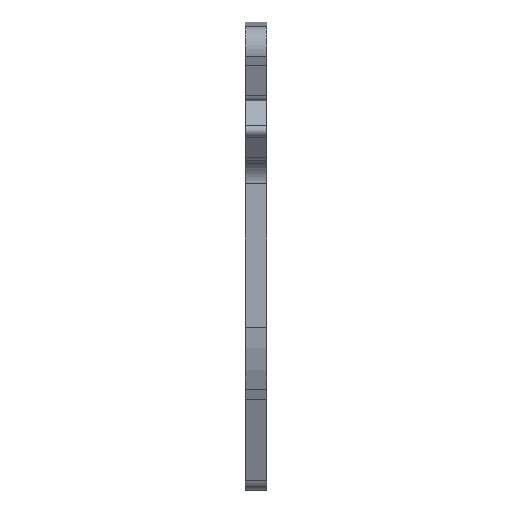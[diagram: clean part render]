
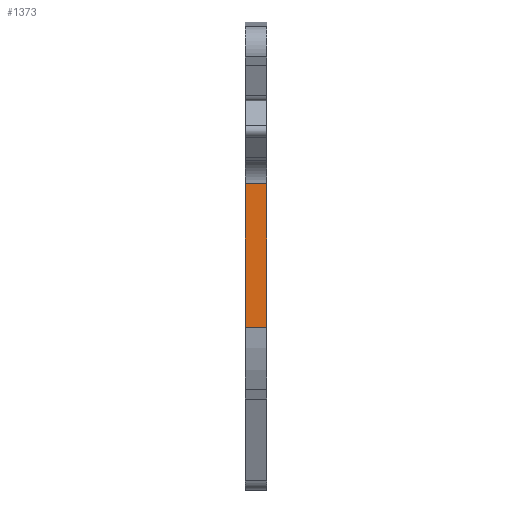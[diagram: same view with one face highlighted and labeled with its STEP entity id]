
A CAD part, top view. The second image highlights one B-rep face of the part: STEP entity #1373.
In plain terms, the highlighted planar face has unit normal (0, 0.012, 1).
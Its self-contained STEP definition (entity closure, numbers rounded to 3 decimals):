
#150 = EDGE_LOOP ( 'NONE', ( #759, #779, #760, #752 ) ) ;
#186 = VERTEX_POINT ( 'NONE', #902 ) ;
#306 = CARTESIAN_POINT ( 'NONE',  ( -4., 0.473, 39.577 ) ) ;
#317 = CARTESIAN_POINT ( 'NONE',  ( -4., -18.059, 39.799 ) ) ;
#319 = DIRECTION ( 'NONE',  ( 1., 0., 0. ) ) ;
#321 = DIRECTION ( 'NONE',  ( 1., 0., 0. ) ) ;
#323 = CARTESIAN_POINT ( 'NONE',  ( -4., 8.5, 39.481 ) ) ;
#338 = DIRECTION ( 'NONE',  ( 0., 1., -0.012 ) ) ;
#458 = VECTOR ( 'NONE', #772, 1000. ) ;
#477 = VERTEX_POINT ( 'NONE', #976 ) ;
#499 = CARTESIAN_POINT ( 'NONE',  ( -4., 8.5, 39.481 ) ) ;
#515 = CARTESIAN_POINT ( 'NONE',  ( -4., 0.473, 39.577 ) ) ;
#531 = PLANE ( 'NONE',  #809 ) ;
#534 = DIRECTION ( 'NONE',  ( 0., -0.012, -1. ) ) ;
#540 = DIRECTION ( 'NONE',  ( 0., 1., -0.012 ) ) ;
#752 = ORIENTED_EDGE ( 'NONE', *, *, #1242, .T. ) ;
#759 = ORIENTED_EDGE ( 'NONE', *, *, #1321, .T. ) ;
#760 = ORIENTED_EDGE ( 'NONE', *, *, #1250, .F. ) ;
#771 = CARTESIAN_POINT ( 'NONE',  ( 0., 0.473, 39.577 ) ) ;
#772 = DIRECTION ( 'NONE',  ( 0., 1., -0.012 ) ) ;
#779 = ORIENTED_EDGE ( 'NONE', *, *, #1248, .F. ) ;
#809 = AXIS2_PLACEMENT_3D ( 'NONE', #515, #534, #540 ) ;
#846 = VERTEX_POINT ( 'NONE', #499 ) ;
#902 = CARTESIAN_POINT ( 'NONE',  ( 0., -18.059, 39.799 ) ) ;
#911 = VECTOR ( 'NONE', #338, 1000. ) ;
#976 = CARTESIAN_POINT ( 'NONE',  ( -4., -18.059, 39.799 ) ) ;
#996 = CARTESIAN_POINT ( 'NONE',  ( 0., 8.5, 39.481 ) ) ;
#1076 = FACE_OUTER_BOUND ( 'NONE', #150, .T. ) ;
#1125 = LINE ( 'NONE', #771, #458 ) ;
#1198 = LINE ( 'NONE', #306, #911 ) ;
#1199 = VECTOR ( 'NONE', #321, 1000. ) ;
#1236 = LINE ( 'NONE', #323, #1199 ) ;
#1237 = VECTOR ( 'NONE', #319, 1000. ) ;
#1239 = LINE ( 'NONE', #317, #1237 ) ;
#1242 = EDGE_CURVE ( 'NONE', #477, #186, #1239, .T. ) ;
#1248 = EDGE_CURVE ( 'NONE', #846, #1423, #1236, .T. ) ;
#1250 = EDGE_CURVE ( 'NONE', #477, #846, #1198, .T. ) ;
#1321 = EDGE_CURVE ( 'NONE', #186, #1423, #1125, .T. ) ;
#1373 = ADVANCED_FACE ( 'NONE', ( #1076 ), #531, .F. ) ;
#1423 = VERTEX_POINT ( 'NONE', #996 ) ;
